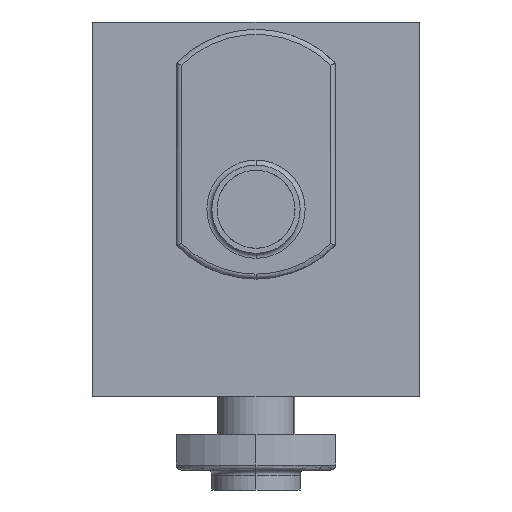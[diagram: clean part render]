
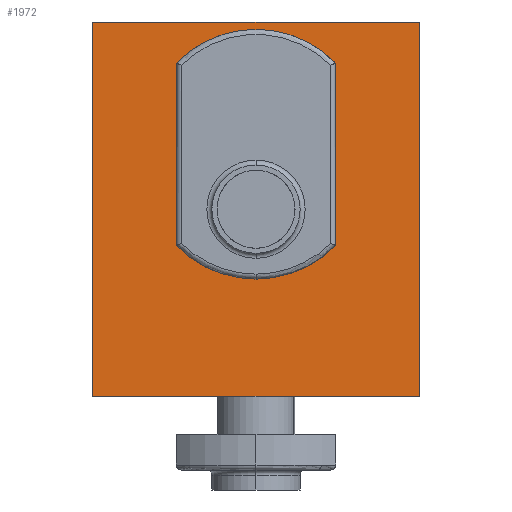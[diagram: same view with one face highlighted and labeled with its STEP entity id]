
A CAD part, front view. The second image highlights one B-rep face of the part: STEP entity #1972.
In plain terms, the highlighted planar face has unit normal (0, -1, 0).
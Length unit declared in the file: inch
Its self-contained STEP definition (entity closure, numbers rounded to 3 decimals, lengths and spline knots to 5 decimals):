
#8 = VERTEX_POINT ( 'NONE', #97 ) ;
#18 = EDGE_CURVE ( 'NONE', #8, #1825, #212, .T. ) ;
#68 = ORIENTED_EDGE ( 'NONE', *, *, #2099, .T. ) ;
#97 = CARTESIAN_POINT ( 'NONE',  ( -0.655, 0., 0. ) ) ;
#212 = LINE ( 'NONE', #213, #214 ) ;
#213 = CARTESIAN_POINT ( 'NONE',  ( -0.655, 0., 0. ) ) ;
#214 = VECTOR ( 'NONE', #215, 39.37008 ) ;
#215 = DIRECTION ( 'NONE',  ( 1., 0., 0. ) ) ;
#245 = CARTESIAN_POINT ( 'NONE',  ( 0., 0., 0.914 ) ) ;
#263 = LINE ( 'NONE', #264, #265 ) ;
#264 = CARTESIAN_POINT ( 'NONE',  ( -0.655, 0., 1.5 ) ) ;
#265 = VECTOR ( 'NONE', #266, 39.37008 ) ;
#266 = DIRECTION ( 'NONE',  ( 0., 0., -1. ) ) ;
#400 = FACE_BOUND ( 'NONE', #1930, .T. ) ;
#401 = FACE_OUTER_BOUND ( 'NONE', #1562, .T. ) ;
#402 = PLANE ( 'NONE',  #403 ) ;
#403 = AXIS2_PLACEMENT_3D ( 'NONE', #404, #405, #406 ) ;
#404 = CARTESIAN_POINT ( 'NONE',  ( -0.655, 0., 1.5 ) ) ;
#405 = DIRECTION ( 'NONE',  ( 0., -1., 0. ) ) ;
#406 = DIRECTION ( 'NONE',  ( 0., 0., -1. ) ) ;
#487 = CARTESIAN_POINT ( 'NONE',  ( -0.655, 0., 1.5 ) ) ;
#546 = VERTEX_POINT ( 'NONE', #1068 ) ;
#587 = LINE ( 'NONE', #588, #589 ) ;
#588 = CARTESIAN_POINT ( 'NONE',  ( 0.655, 0., 1.5 ) ) ;
#589 = VECTOR ( 'NONE', #590, 39.37008 ) ;
#590 = DIRECTION ( 'NONE',  ( 0., 0., -1. ) ) ;
#664 = VERTEX_POINT ( 'NONE', #487 ) ;
#683 = LINE ( 'NONE', #684, #685 ) ;
#684 = CARTESIAN_POINT ( 'NONE',  ( -0.655, 0., 1.5 ) ) ;
#685 = VECTOR ( 'NONE', #686, 39.37008 ) ;
#686 = DIRECTION ( 'NONE',  ( 1., 0., 0. ) ) ;
#749 = EDGE_CURVE ( 'NONE', #546, #1825, #587, .T. ) ;
#810 = CIRCLE ( 'NONE', #811, 0.164 ) ;
#811 = AXIS2_PLACEMENT_3D ( 'NONE', #812, #813, #814 ) ;
#812 = CARTESIAN_POINT ( 'NONE',  ( 0., 0., 0.75 ) ) ;
#813 = DIRECTION ( 'NONE',  ( 0., -1., 0. ) ) ;
#814 = DIRECTION ( 'NONE',  ( 0., 0., -1. ) ) ;
#840 = CARTESIAN_POINT ( 'NONE',  ( 0.655, 0., 0. ) ) ;
#869 = EDGE_CURVE ( 'NONE', #664, #546, #683, .T. ) ;
#912 = CARTESIAN_POINT ( 'NONE',  ( 0., 0., 0.586 ) ) ;
#1022 = CIRCLE ( 'NONE', #1023, 0.164 ) ;
#1023 = AXIS2_PLACEMENT_3D ( 'NONE', #1024, #1025, #1026 ) ;
#1024 = CARTESIAN_POINT ( 'NONE',  ( 0., 0., 0.75 ) ) ;
#1025 = DIRECTION ( 'NONE',  ( 0., -1., 0. ) ) ;
#1026 = DIRECTION ( 'NONE',  ( 0., 0., -1. ) ) ;
#1068 = CARTESIAN_POINT ( 'NONE',  ( 0.655, 0., 1.5 ) ) ;
#1085 = ORIENTED_EDGE ( 'NONE', *, *, #749, .F. ) ;
#1208 = ORIENTED_EDGE ( 'NONE', *, *, #869, .F. ) ;
#1562 = EDGE_LOOP ( 'NONE', ( #1085, #1208, #68, #1998 ) ) ;
#1756 = ORIENTED_EDGE ( 'NONE', *, *, #2041, .F. ) ;
#1816 = EDGE_CURVE ( 'NONE', #2029, #2093, #810, .T. ) ;
#1825 = VERTEX_POINT ( 'NONE', #840 ) ;
#1868 = ORIENTED_EDGE ( 'NONE', *, *, #1816, .F. ) ;
#1930 = EDGE_LOOP ( 'NONE', ( #1868, #1756 ) ) ;
#1972 = ADVANCED_FACE ( 'NONE', ( #400, #401 ), #402, .T. ) ;
#1998 = ORIENTED_EDGE ( 'NONE', *, *, #18, .T. ) ;
#2029 = VERTEX_POINT ( 'NONE', #912 ) ;
#2041 = EDGE_CURVE ( 'NONE', #2093, #2029, #1022, .T. ) ;
#2093 = VERTEX_POINT ( 'NONE', #245 ) ;
#2099 = EDGE_CURVE ( 'NONE', #664, #8, #263, .T. ) ;
